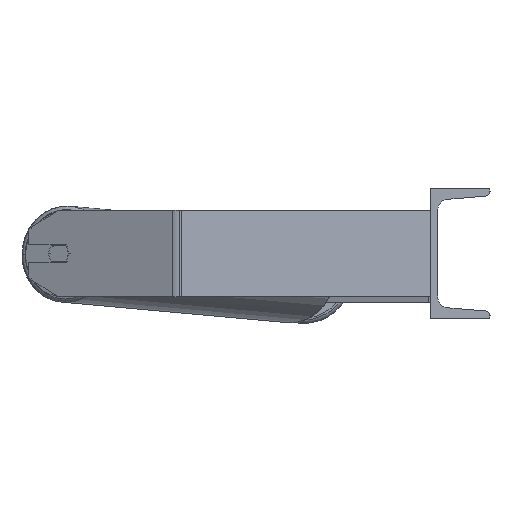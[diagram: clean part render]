
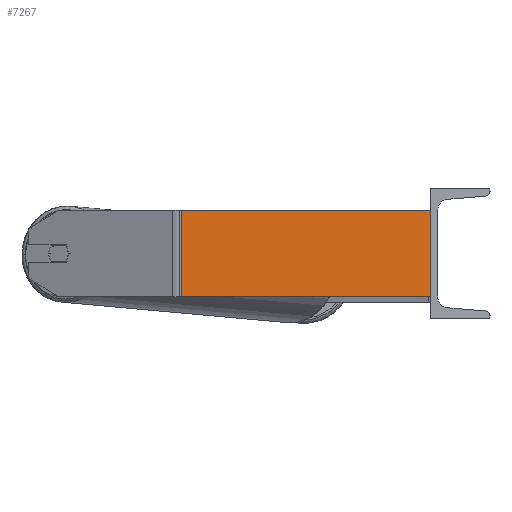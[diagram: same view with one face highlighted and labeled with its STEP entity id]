
A CAD part, left-side view. The second image highlights one B-rep face of the part: STEP entity #7267.
In plain terms, the highlighted planar face has unit normal (-0.996, -0.087, 0).
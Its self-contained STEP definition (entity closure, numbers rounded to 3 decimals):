
#208 = CARTESIAN_POINT ( 'NONE',  ( -805.098, 229.716, -40. ) ) ;
#789 = VECTOR ( 'NONE', #3837, 1000. ) ;
#1006 = LINE ( 'NONE', #3529, #789 ) ;
#1169 = CARTESIAN_POINT ( 'NONE',  ( -785., 0., 40. ) ) ;
#1562 = CARTESIAN_POINT ( 'NONE',  ( -805.098, 229.716, 40. ) ) ;
#1740 = ORIENTED_EDGE ( 'NONE', *, *, #4316, .T. ) ;
#1746 = VERTEX_POINT ( 'NONE', #1169 ) ;
#2065 = VECTOR ( 'NONE', #5788, 1000. ) ;
#2111 = EDGE_CURVE ( 'NONE', #3093, #1746, #1006, .T. ) ;
#2284 = ORIENTED_EDGE ( 'NONE', *, *, #2111, .F. ) ;
#2718 = VECTOR ( 'NONE', #3895, 1000. ) ;
#2732 = CARTESIAN_POINT ( 'NONE',  ( -805.471, 233.987, -40. ) ) ;
#3093 = VERTEX_POINT ( 'NONE', #8567 ) ;
#3169 = CARTESIAN_POINT ( 'NONE',  ( -785., 0., -40. ) ) ;
#3529 = CARTESIAN_POINT ( 'NONE',  ( -805.471, 233.987, 40. ) ) ;
#3563 = EDGE_CURVE ( 'NONE', #3093, #5841, #7221, .T. ) ;
#3837 = DIRECTION ( 'NONE',  ( 0.087, -0.996, 0. ) ) ;
#3895 = DIRECTION ( 'NONE',  ( 0., 0., -1. ) ) ;
#4028 = EDGE_LOOP ( 'NONE', ( #1740, #6551, #2284, #6198 ) ) ;
#4083 = CARTESIAN_POINT ( 'NONE',  ( -805.471, 233.987, 40. ) ) ;
#4215 = FACE_OUTER_BOUND ( 'NONE', #4028, .T. ) ;
#4316 = EDGE_CURVE ( 'NONE', #5841, #5807, #5434, .T. ) ;
#4730 = DIRECTION ( 'NONE',  ( 0.087, -0.996, 0. ) ) ;
#5137 = LINE ( 'NONE', #6515, #2065 ) ;
#5434 = LINE ( 'NONE', #2732, #7595 ) ;
#5788 = DIRECTION ( 'NONE',  ( 0., 0., -1. ) ) ;
#5807 = VERTEX_POINT ( 'NONE', #3169 ) ;
#5841 = VERTEX_POINT ( 'NONE', #208 ) ;
#6196 = AXIS2_PLACEMENT_3D ( 'NONE', #4083, #8317, #7630 ) ;
#6198 = ORIENTED_EDGE ( 'NONE', *, *, #3563, .T. ) ;
#6515 = CARTESIAN_POINT ( 'NONE',  ( -785., 0., 40. ) ) ;
#6551 = ORIENTED_EDGE ( 'NONE', *, *, #8215, .F. ) ;
#6981 = PLANE ( 'NONE',  #6196 ) ;
#7221 = LINE ( 'NONE', #1562, #2718 ) ;
#7267 = ADVANCED_FACE ( 'NONE', ( #4215 ), #6981, .F. ) ;
#7595 = VECTOR ( 'NONE', #4730, 1000. ) ;
#7630 = DIRECTION ( 'NONE',  ( -0.087, 0.996, 0. ) ) ;
#8215 = EDGE_CURVE ( 'NONE', #1746, #5807, #5137, .T. ) ;
#8317 = DIRECTION ( 'NONE',  ( 0.996, 0.087, 0. ) ) ;
#8567 = CARTESIAN_POINT ( 'NONE',  ( -805.098, 229.716, 40. ) ) ;
